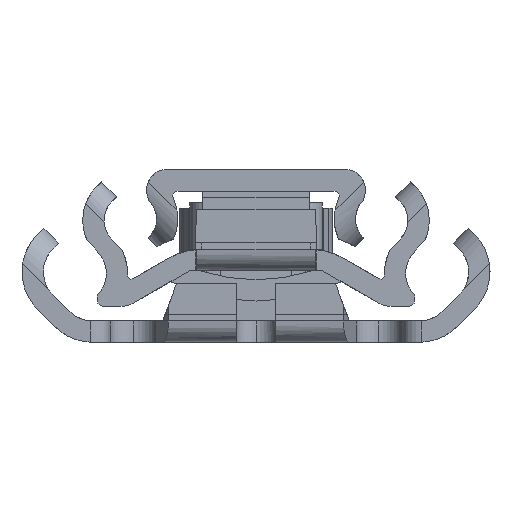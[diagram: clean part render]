
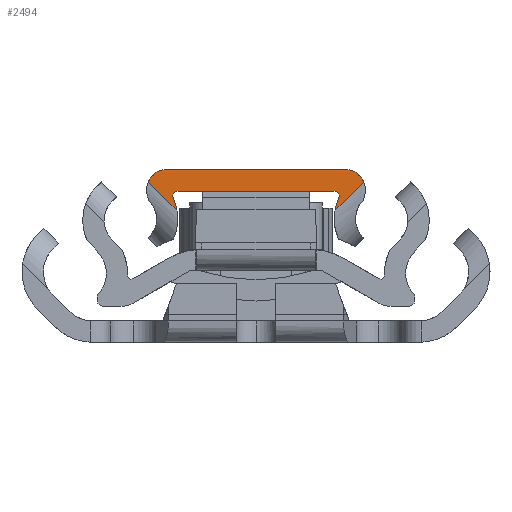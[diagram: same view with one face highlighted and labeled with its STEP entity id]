
A CAD part, left-side view. The second image highlights one B-rep face of the part: STEP entity #2494.
In plain terms, the highlighted planar face has unit normal (-1, 0, 0).
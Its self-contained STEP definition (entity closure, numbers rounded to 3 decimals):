
#196 = ORIENTED_EDGE ( 'NONE', *, *, #2794, .F. ) ;
#314 = CARTESIAN_POINT ( 'NONE',  ( 0., 5.881, 11.4 ) ) ;
#399 = EDGE_CURVE ( 'NONE', #5729, #8116, #500, .T. ) ;
#500 = LINE ( 'NONE', #6327, #2058 ) ;
#579 = LINE ( 'NONE', #4804, #674 ) ;
#636 = VERTEX_POINT ( 'NONE', #7581 ) ;
#674 = VECTOR ( 'NONE', #3111, 1000. ) ;
#714 = CIRCLE ( 'NONE', #3298, 3.584 ) ;
#772 = CARTESIAN_POINT ( 'NONE',  ( 0., 9.485, 9.3 ) ) ;
#862 = ORIENTED_EDGE ( 'NONE', *, *, #9987, .F. ) ;
#959 = EDGE_CURVE ( 'NONE', #636, #8173, #2564, .T. ) ;
#983 = DIRECTION ( 'NONE',  ( 1., 0., 0. ) ) ;
#1031 = DIRECTION ( 'NONE',  ( -1., 0., 0. ) ) ;
#1117 = DIRECTION ( 'NONE',  ( 0., 0., -1. ) ) ;
#1240 = FACE_OUTER_BOUND ( 'NONE', #2947, .T. ) ;
#1273 = EDGE_CURVE ( 'NONE', #9052, #8101, #579, .T. ) ;
#1342 = PLANE ( 'NONE',  #4503 ) ;
#1454 = ORIENTED_EDGE ( 'NONE', *, *, #5801, .F. ) ;
#1544 = CARTESIAN_POINT ( 'NONE',  ( 0., -5.881, 11. ) ) ;
#1611 = DIRECTION ( 'NONE',  ( 0., -0.707, 0.708 ) ) ;
#1615 = DIRECTION ( 'NONE',  ( 1., 0., 0. ) ) ;
#1713 = CARTESIAN_POINT ( 'NONE',  ( 0., -5.881, 11.4 ) ) ;
#1835 = EDGE_CURVE ( 'NONE', #9052, #3550, #9381, .T. ) ;
#1842 = CARTESIAN_POINT ( 'NONE',  ( 0., 5.881, 11. ) ) ;
#1888 = ORIENTED_EDGE ( 'NONE', *, *, #7237, .T. ) ;
#1987 = DIRECTION ( 'NONE',  ( 1., 0., 0. ) ) ;
#2031 = CARTESIAN_POINT ( 'NONE',  ( 0., 5.881, 11.4 ) ) ;
#2058 = VECTOR ( 'NONE', #3803, 1000. ) ;
#2073 = AXIS2_PLACEMENT_3D ( 'NONE', #6072, #7052, #1117 ) ;
#2259 = CARTESIAN_POINT ( 'NONE',  ( 0., -7.462, 12.85 ) ) ;
#2449 = DIRECTION ( 'NONE',  ( 1., 0., 0. ) ) ;
#2494 = ADVANCED_FACE ( 'NONE', ( #1240 ), #1342, .F. ) ;
#2564 = CIRCLE ( 'NONE', #5699, 3.584 ) ;
#2649 = AXIS2_PLACEMENT_3D ( 'NONE', #1842, #1031, #4343 ) ;
#2794 = EDGE_CURVE ( 'NONE', #3550, #5729, #3284, .T. ) ;
#2947 = EDGE_LOOP ( 'NONE', ( #5822, #1888, #9288, #10304, #7288, #196, #4520, #5704, #4303, #862, #1454, #3364 ) ) ;
#2952 = DIRECTION ( 'NONE',  ( 0., 0., -1. ) ) ;
#3111 = DIRECTION ( 'NONE',  ( 0., -0.707, -0.708 ) ) ;
#3158 = CIRCLE ( 'NONE', #3677, 1.666 ) ;
#3284 = CIRCLE ( 'NONE', #2073, 1. ) ;
#3298 = AXIS2_PLACEMENT_3D ( 'NONE', #772, #983, #7628 ) ;
#3312 = CARTESIAN_POINT ( 'NONE',  ( 0., -6.584, 11.434 ) ) ;
#3364 = ORIENTED_EDGE ( 'NONE', *, *, #6536, .F. ) ;
#3392 = LINE ( 'NONE', #7494, #6987 ) ;
#3499 = EDGE_CURVE ( 'NONE', #7196, #8101, #714, .T. ) ;
#3550 = VERTEX_POINT ( 'NONE', #5221 ) ;
#3564 = CIRCLE ( 'NONE', #4952, 0.4 ) ;
#3677 = AXIS2_PLACEMENT_3D ( 'NONE', #3312, #6657, #10031 ) ;
#3803 = DIRECTION ( 'NONE',  ( 0., -1., 0. ) ) ;
#4028 = CARTESIAN_POINT ( 'NONE',  ( 0., -6.935, 13. ) ) ;
#4303 = ORIENTED_EDGE ( 'NONE', *, *, #3499, .F. ) ;
#4343 = DIRECTION ( 'NONE',  ( 0., 0., -1. ) ) ;
#4503 = AXIS2_PLACEMENT_3D ( 'NONE', #7238, #4660, #7994 ) ;
#4520 = ORIENTED_EDGE ( 'NONE', *, *, #1835, .F. ) ;
#4660 = DIRECTION ( 'NONE',  ( 1., 0., 0. ) ) ;
#4787 = CARTESIAN_POINT ( 'NONE',  ( 0., -6.243, 10.829 ) ) ;
#4804 = CARTESIAN_POINT ( 'NONE',  ( 0., 7.037, 10.982 ) ) ;
#4805 = DIRECTION ( 'NONE',  ( 0., 0., -1. ) ) ;
#4952 = AXIS2_PLACEMENT_3D ( 'NONE', #1544, #8197, #4805 ) ;
#5221 = CARTESIAN_POINT ( 'NONE',  ( 0., 7.462, 12.85 ) ) ;
#5276 = LINE ( 'NONE', #314, #9481 ) ;
#5699 = AXIS2_PLACEMENT_3D ( 'NONE', #10054, #1615, #8210 ) ;
#5704 = ORIENTED_EDGE ( 'NONE', *, *, #1273, .T. ) ;
#5729 = VERTEX_POINT ( 'NONE', #9749 ) ;
#5801 = EDGE_CURVE ( 'NONE', #10358, #6471, #5276, .T. ) ;
#5822 = ORIENTED_EDGE ( 'NONE', *, *, #959, .F. ) ;
#5854 = CARTESIAN_POINT ( 'NONE',  ( 0., 8.124, 12.07 ) ) ;
#6072 = CARTESIAN_POINT ( 'NONE',  ( 0., 6.935, 12. ) ) ;
#6327 = CARTESIAN_POINT ( 'NONE',  ( 0., -6.935, 13. ) ) ;
#6388 = EDGE_CURVE ( 'NONE', #8116, #10197, #7276, .T. ) ;
#6471 = VERTEX_POINT ( 'NONE', #2031 ) ;
#6536 = EDGE_CURVE ( 'NONE', #8173, #10358, #3564, .T. ) ;
#6657 = DIRECTION ( 'NONE',  ( 1., 0., 0. ) ) ;
#6753 = AXIS2_PLACEMENT_3D ( 'NONE', #8746, #1987, #2952 ) ;
#6805 = DIRECTION ( 'NONE',  ( 0., 1., 0. ) ) ;
#6987 = VECTOR ( 'NONE', #1611, 1000. ) ;
#7034 = CARTESIAN_POINT ( 'NONE',  ( 0., 6.243, 10.829 ) ) ;
#7052 = DIRECTION ( 'NONE',  ( 1., 0., 0. ) ) ;
#7196 = VERTEX_POINT ( 'NONE', #7034 ) ;
#7237 = EDGE_CURVE ( 'NONE', #636, #10450, #3392, .T. ) ;
#7238 = CARTESIAN_POINT ( 'NONE',  ( 0., 6.584, 11.434 ) ) ;
#7276 = CIRCLE ( 'NONE', #6753, 1. ) ;
#7288 = ORIENTED_EDGE ( 'NONE', *, *, #399, .F. ) ;
#7290 = AXIS2_PLACEMENT_3D ( 'NONE', #9923, #2449, #9060 ) ;
#7494 = CARTESIAN_POINT ( 'NONE',  ( 0., -0.462, 4.398 ) ) ;
#7581 = CARTESIAN_POINT ( 'NONE',  ( 0., -5.949, 9.893 ) ) ;
#7628 = DIRECTION ( 'NONE',  ( 0., 0., -1. ) ) ;
#7977 = CARTESIAN_POINT ( 'NONE',  ( 0., -8.124, 12.07 ) ) ;
#7994 = DIRECTION ( 'NONE',  ( 0., 0., -1. ) ) ;
#8101 = VERTEX_POINT ( 'NONE', #9163 ) ;
#8116 = VERTEX_POINT ( 'NONE', #4028 ) ;
#8173 = VERTEX_POINT ( 'NONE', #4787 ) ;
#8197 = DIRECTION ( 'NONE',  ( -1., 0., 0. ) ) ;
#8210 = DIRECTION ( 'NONE',  ( 0., 0., -1. ) ) ;
#8746 = CARTESIAN_POINT ( 'NONE',  ( 0., -6.935, 12. ) ) ;
#8748 = CIRCLE ( 'NONE', #2649, 0.4 ) ;
#9052 = VERTEX_POINT ( 'NONE', #5854 ) ;
#9060 = DIRECTION ( 'NONE',  ( 0., 0., -1. ) ) ;
#9163 = CARTESIAN_POINT ( 'NONE',  ( 0., 5.949, 9.893 ) ) ;
#9288 = ORIENTED_EDGE ( 'NONE', *, *, #9414, .F. ) ;
#9381 = CIRCLE ( 'NONE', #7290, 1.666 ) ;
#9414 = EDGE_CURVE ( 'NONE', #10197, #10450, #3158, .T. ) ;
#9481 = VECTOR ( 'NONE', #6805, 1000. ) ;
#9749 = CARTESIAN_POINT ( 'NONE',  ( 0., 6.935, 13. ) ) ;
#9923 = CARTESIAN_POINT ( 'NONE',  ( 0., 6.584, 11.434 ) ) ;
#9987 = EDGE_CURVE ( 'NONE', #6471, #7196, #8748, .T. ) ;
#10031 = DIRECTION ( 'NONE',  ( 0., 0., -1. ) ) ;
#10054 = CARTESIAN_POINT ( 'NONE',  ( 0., -9.484, 9.3 ) ) ;
#10197 = VERTEX_POINT ( 'NONE', #2259 ) ;
#10304 = ORIENTED_EDGE ( 'NONE', *, *, #6388, .F. ) ;
#10358 = VERTEX_POINT ( 'NONE', #1713 ) ;
#10450 = VERTEX_POINT ( 'NONE', #7977 ) ;
